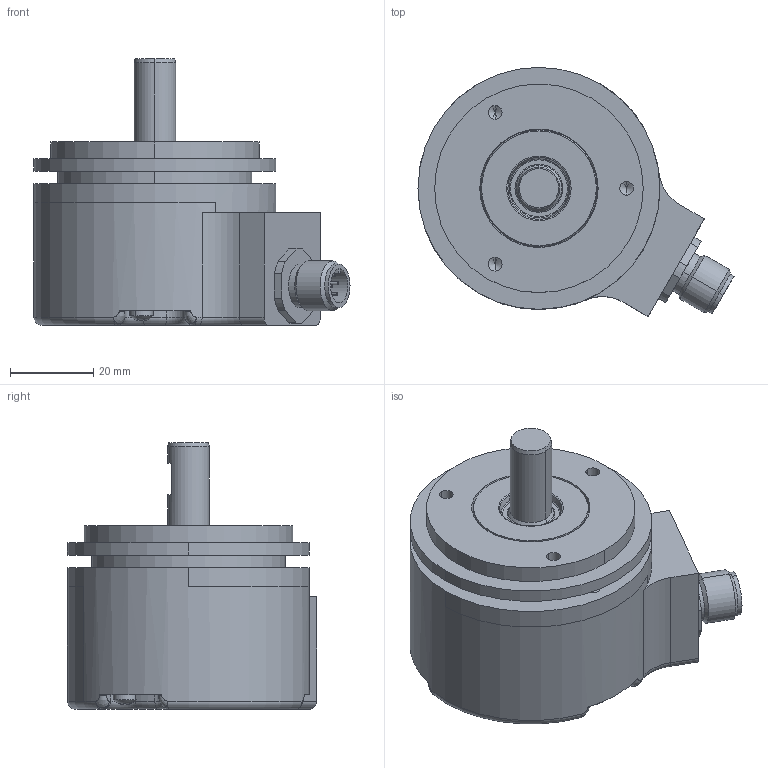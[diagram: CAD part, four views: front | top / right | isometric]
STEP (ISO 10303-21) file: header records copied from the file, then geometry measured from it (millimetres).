
FILE_DESCRIPTION((''),'2;1');
FILE_NAME('537485','2010-11-10T',('se2802'),(''),'PRO/ENGINEER BY PARAMETRIC TECHNOLOGY CORPORATION, 2010180','PRO/ENGINEER BY PARAMETRIC TECHNOLOGY CORPORATION, 2010180','');
FILE_SCHEMA(('CONFIG_CONTROL_DESIGN'));
Length unit declared in the file: millimetre
Products named in the file (1): 537485
Bounding box: 75.77 x 59.69 x 64 mm (x, y, z)
Volume: 118787 mm3; surface area: 19267.8 mm2
Topology: 1 solids, 2 shells, 872 faces, 2356 edges, 1553 vertices
Faces by surface type: extrusion 324, plane 276, cylinder 191, torus 37, cone 26, sphere 12, bspline 6
Entity records: 31996 total; most frequent: CARTESIAN_POINT 11180, ORIENTED_EDGE 4700, DIRECTION 3471, EDGE_CURVE 2350, VERTEX_POINT 1553, VECTOR 1301, B_SPLINE_CURVE_WITH_KNOTS 1154, AXIS2_PLACEMENT_3D 1085
